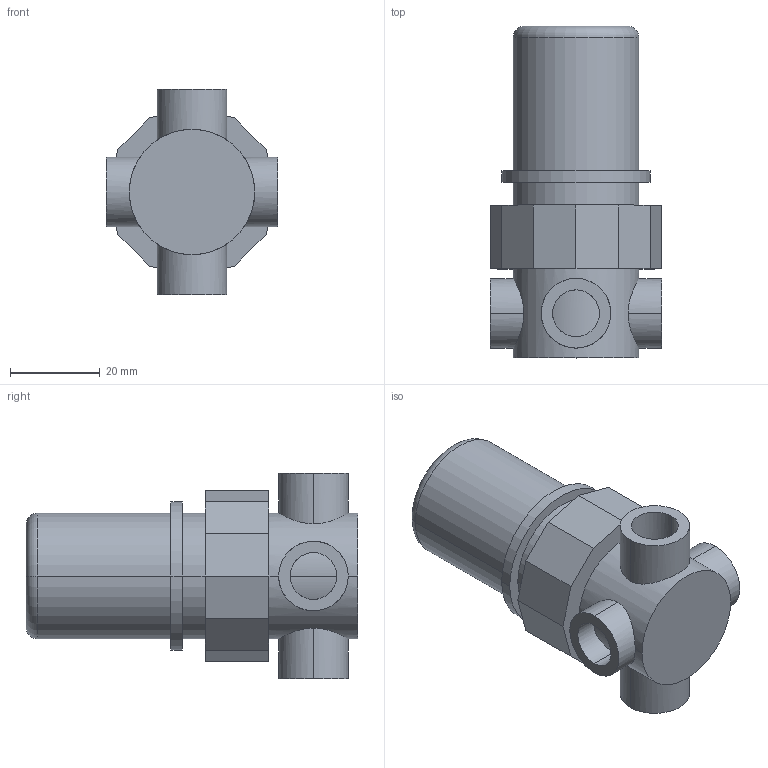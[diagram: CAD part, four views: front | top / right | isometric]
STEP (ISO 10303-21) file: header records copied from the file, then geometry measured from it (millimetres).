
FILE_DESCRIPTION (( 'STEP AP214' ), '1' );
FILE_NAME ('PressureRegulator.step', '2018-12-19T16:09:06', ( '' ), ( '' ), 'SwSTEP 2.0', 'SolidWorks 2018', '' );
FILE_SCHEMA (( 'AUTOMOTIVE_DESIGN' ));
Length unit declared in the file: inch
Products named in the file (1): PressureRegulator
Bounding box: 38.1 x 73.91 x 45.72 mm (x, y, z)
Volume: 55810.2 mm3; surface area: 12064 mm2
Topology: 1 solids, 1 shells, 53 faces, 121 edges, 80 vertices
Faces by surface type: cylinder 29, plane 22, torus 2
Entity records: 2185 total; most frequent: CARTESIAN_POINT 949, DIRECTION 243, ORIENTED_EDGE 242, EDGE_CURVE 121, AXIS2_PLACEMENT_3D 90, VERTEX_POINT 80, EDGE_LOOP 63, LINE 63
